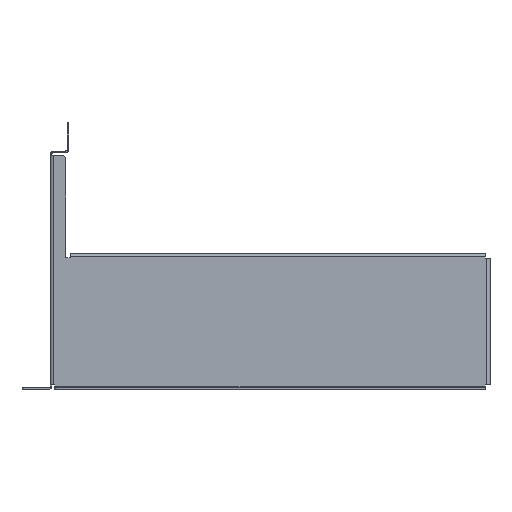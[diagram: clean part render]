
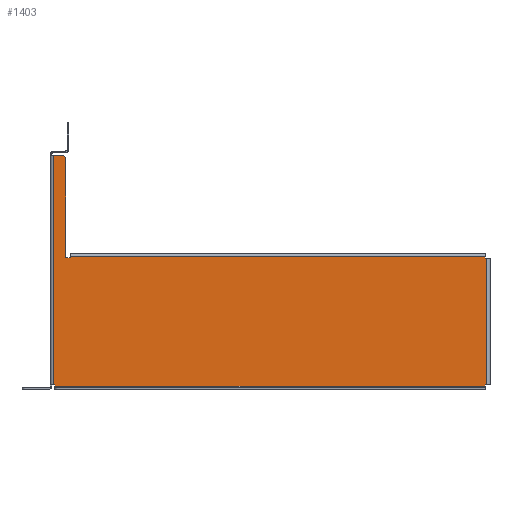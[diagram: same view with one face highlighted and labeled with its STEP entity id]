
A CAD part, left-side view. The second image highlights one B-rep face of the part: STEP entity #1403.
In plain terms, the highlighted planar face has unit normal (-1, 0, 0).
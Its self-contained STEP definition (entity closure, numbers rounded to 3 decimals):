
#519=CARTESIAN_POINT('',(161.802,681.854,-982.496));
#520=VERTEX_POINT('',#519);
#535=CARTESIAN_POINT('',(161.802,684.854,-982.496));
#536=VERTEX_POINT('',#535);
#543=CARTESIAN_POINT('',(161.802,681.854,-982.496));
#544=DIRECTION('',(0.0,1.0,0.0));
#545=VECTOR('',#544,3.0);
#546=LINE('',#543,#545);
#547=EDGE_CURVE('',#520,#536,#546,.T.);
#557=CARTESIAN_POINT('',(161.802,410.978,-1066.496));
#558=VERTEX_POINT('',#557);
#566=CARTESIAN_POINT('',(161.802,691.994,-1066.496));
#567=VERTEX_POINT('',#566);
#568=CARTESIAN_POINT('',(161.802,410.978,-1066.496));
#569=DIRECTION('',(0.0,1.0,0.0));
#570=VECTOR('',#569,281.016);
#571=LINE('',#568,#570);
#572=EDGE_CURVE('',#558,#567,#571,.T.);
#600=CARTESIAN_POINT('',(161.802,691.994,-1065.496));
#601=VERTEX_POINT('',#600);
#602=CARTESIAN_POINT('',(161.802,691.994,-1065.496));
#603=DIRECTION('',(0.0,0.0,-1.0));
#604=VECTOR('',#603,1.0);
#605=LINE('',#602,#604);
#606=EDGE_CURVE('',#601,#567,#605,.T.);
#730=CARTESIAN_POINT('',(161.802,409.978,-1065.496));
#731=VERTEX_POINT('',#730);
#739=CARTESIAN_POINT('',(161.802,410.978,-1065.496));
#740=VERTEX_POINT('',#739);
#741=CARTESIAN_POINT('',(161.802,409.978,-1065.496));
#742=DIRECTION('',(0.0,1.0,0.0));
#743=VECTOR('',#742,1.);
#744=LINE('',#741,#743);
#745=EDGE_CURVE('',#731,#740,#744,.T.);
#776=CARTESIAN_POINT('',(161.802,409.978,-982.996));
#777=VERTEX_POINT('',#776);
#785=CARTESIAN_POINT('',(161.802,409.978,-982.996));
#786=DIRECTION('',(0.0,0.0,-1.0));
#787=VECTOR('',#786,82.5);
#788=LINE('',#785,#787);
#789=EDGE_CURVE('',#777,#731,#788,.T.);
#843=CARTESIAN_POINT('',(161.802,410.978,-981.996));
#844=VERTEX_POINT('',#843);
#853=CARTESIAN_POINT('',(161.802,681.854,-981.996));
#854=VERTEX_POINT('',#853);
#862=CARTESIAN_POINT('',(161.802,681.854,-981.996));
#863=DIRECTION('',(0.0,-1.0,0.0));
#864=VECTOR('',#863,270.875);
#865=LINE('',#862,#864);
#866=EDGE_CURVE('',#854,#844,#865,.T.);
#1005=CARTESIAN_POINT('',(161.802,410.978,-982.996));
#1006=VERTEX_POINT('',#1005);
#1007=CARTESIAN_POINT('',(161.802,410.978,-981.996));
#1008=DIRECTION('',(0.0,0.0,-1.0));
#1009=VECTOR('',#1008,1.);
#1010=LINE('',#1007,#1009);
#1011=EDGE_CURVE('',#844,#1006,#1010,.T.);
#1070=CARTESIAN_POINT('',(161.802,410.978,-982.996));
#1071=DIRECTION('',(0.0,-1.0,0.0));
#1072=VECTOR('',#1071,1.);
#1073=LINE('',#1070,#1072);
#1074=EDGE_CURVE('',#1006,#777,#1073,.T.);
#1184=CARTESIAN_POINT('',(161.802,410.978,-1066.496));
#1185=DIRECTION('',(0.0,0.0,1.0));
#1186=VECTOR('',#1185,1.0);
#1187=LINE('',#1184,#1186);
#1188=EDGE_CURVE('',#558,#740,#1187,.T.);
#1324=CARTESIAN_POINT('',(161.802,681.854,-981.996));
#1325=DIRECTION('',(0.0,0.0,-1.0));
#1326=VECTOR('',#1325,0.5);
#1327=LINE('',#1324,#1326);
#1328=EDGE_CURVE('',#854,#520,#1327,.T.);
#1347=CARTESIAN_POINT('',(161.802,657.978,-1029.996));
#1348=DIRECTION('',(-1.0,0.0,0.0));
#1349=DIRECTION('',(0.0,0.0,1.0));
#1350=AXIS2_PLACEMENT_3D('',#1347,#1348,#1349);
#1351=PLANE('',#1350);
#1352=CARTESIAN_POINT('',(161.802,686.854,-915.996));
#1353=VERTEX_POINT('',#1352);
#1354=CARTESIAN_POINT('',(161.802,684.854,-917.996));
#1355=VERTEX_POINT('',#1354);
#1356=CARTESIAN_POINT('',(161.802,686.854,-917.996));
#1357=DIRECTION('',(1.,0.0,0.0));
#1358=DIRECTION('',(0.0,-0.707,0.707));
#1359=AXIS2_PLACEMENT_3D('',#1356,#1357,#1358);
#1360=CIRCLE('',#1359,2.);
#1361=EDGE_CURVE('',#1353,#1355,#1360,.T.);
#1362=ORIENTED_EDGE('',*,*,#1361,.F.);
#1363=CARTESIAN_POINT('',(161.802,692.827,-915.996));
#1364=VERTEX_POINT('',#1363);
#1365=CARTESIAN_POINT('',(161.802,692.827,-915.996));
#1366=DIRECTION('',(0.0,-1.0,0.0));
#1367=VECTOR('',#1366,5.974);
#1368=LINE('',#1365,#1367);
#1369=EDGE_CURVE('',#1364,#1353,#1368,.T.);
#1370=ORIENTED_EDGE('',*,*,#1369,.F.);
#1371=CARTESIAN_POINT('',(161.802,692.827,-1065.496));
#1372=VERTEX_POINT('',#1371);
#1373=CARTESIAN_POINT('',(161.802,692.827,-1065.496));
#1374=DIRECTION('',(0.0,0.0,1.0));
#1375=VECTOR('',#1374,149.5);
#1376=LINE('',#1373,#1375);
#1377=EDGE_CURVE('',#1372,#1364,#1376,.T.);
#1378=ORIENTED_EDGE('',*,*,#1377,.F.);
#1379=CARTESIAN_POINT('',(161.802,691.994,-1065.496));
#1380=DIRECTION('',(0.0,1.0,0.0));
#1381=VECTOR('',#1380,0.833);
#1382=LINE('',#1379,#1381);
#1383=EDGE_CURVE('',#601,#1372,#1382,.T.);
#1384=ORIENTED_EDGE('',*,*,#1383,.F.);
#1385=ORIENTED_EDGE('',*,*,#606,.T.);
#1386=ORIENTED_EDGE('',*,*,#572,.F.);
#1387=ORIENTED_EDGE('',*,*,#1188,.T.);
#1388=ORIENTED_EDGE('',*,*,#745,.F.);
#1389=ORIENTED_EDGE('',*,*,#789,.F.);
#1390=ORIENTED_EDGE('',*,*,#1074,.F.);
#1391=ORIENTED_EDGE('',*,*,#1011,.F.);
#1392=ORIENTED_EDGE('',*,*,#866,.F.);
#1393=ORIENTED_EDGE('',*,*,#1328,.T.);
#1394=ORIENTED_EDGE('',*,*,#547,.T.);
#1395=CARTESIAN_POINT('',(161.802,684.854,-917.996));
#1396=DIRECTION('',(0.0,0.0,-1.0));
#1397=VECTOR('',#1396,64.5);
#1398=LINE('',#1395,#1397);
#1399=EDGE_CURVE('',#1355,#536,#1398,.T.);
#1400=ORIENTED_EDGE('',*,*,#1399,.F.);
#1401=EDGE_LOOP('',(#1362,#1370,#1378,#1384,#1385,#1386,#1387,#1388,#1389,#1390,#1391,#1392,#1393,#1394,#1400));
#1402=FACE_OUTER_BOUND('',#1401,.T.);
#1403=ADVANCED_FACE('',(#1402),#1351,.T.);
